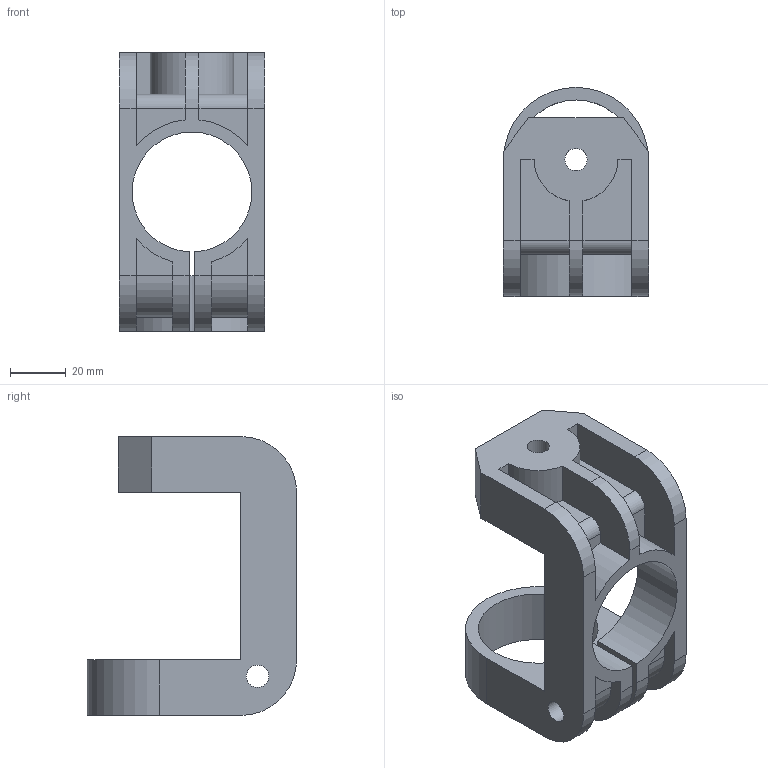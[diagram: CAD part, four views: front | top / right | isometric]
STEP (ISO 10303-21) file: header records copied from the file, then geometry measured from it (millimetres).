
FILE_DESCRIPTION(/* description */ (''),/* implementation_level */ '2;1');
FILE_NAME(/* name */ 'Part 049.stp',/* time_stamp */ '2015-02-21T16:40:22+02:00',/* author */ ('SFC'),/* organization */ (''),/* preprocessor_version */ 'ST-DEVELOPER v15.2',/* originating_system */ 'Autodesk Inventor 2014',/* authorisation */ '');
FILE_SCHEMA (('AUTOMOTIVE_DESIGN { 1 0 10303 214 3 1 1 }'));
Length unit declared in the file: millimetre
Products named in the file (1): Part 049
Bounding box: 52 x 75 x 100 mm (x, y, z)
Volume: 96445.1 mm3; surface area: 34705.9 mm2
Topology: 1 solids, 1 shells, 56 faces, 170 edges, 114 vertices
Faces by surface type: plane 31, cylinder 25
Full cylindrical faces by diameter (mm): 8 x3
Entity records: 1939 total; most frequent: CARTESIAN_POINT 334, ORIENTED_EDGE 330, DIRECTION 329, EDGE_CURVE 165, LINE 115, VECTOR 115, VERTEX_POINT 112, AXIS2_PLACEMENT_3D 107
